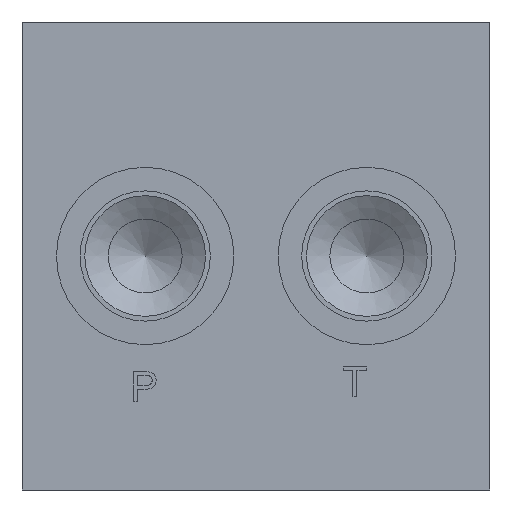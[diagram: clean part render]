
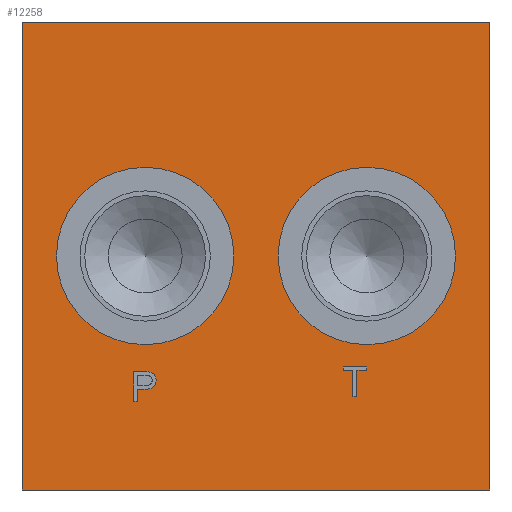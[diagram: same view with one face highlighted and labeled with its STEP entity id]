
A CAD part, left-side view. The second image highlights one B-rep face of the part: STEP entity #12258.
In plain terms, the highlighted planar face has unit normal (-1, 0, 0).
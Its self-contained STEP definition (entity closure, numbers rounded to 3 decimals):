
#55=LINE('',#16813,#1126);
#214=LINE('',#17355,#1285);
#907=LINE('',#20311,#1978);
#911=LINE('',#20319,#1982);
#914=LINE('',#20325,#1985);
#917=LINE('',#20331,#1988);
#920=LINE('',#20337,#1991);
#923=LINE('',#20343,#1994);
#926=LINE('',#20349,#1997);
#929=LINE('',#20354,#2000);
#943=LINE('',#20431,#2014);
#947=LINE('',#20439,#2018);
#950=LINE('',#20445,#2021);
#956=LINE('',#20508,#2027);
#959=LINE('',#20513,#2030);
#961=LINE('',#20517,#2032);
#962=LINE('',#20518,#2033);
#1126=VECTOR('',#13670,95.);
#1285=VECTOR('',#13989,95.);
#1978=VECTOR('',#15252,0.796);
#1982=VECTOR('',#15258,5.291);
#1985=VECTOR('',#15263,1.985);
#1988=VECTOR('',#15268,0.709);
#1991=VECTOR('',#15273,4.756);
#1994=VECTOR('',#15278,0.709);
#1997=VECTOR('',#15283,1.976);
#2000=VECTOR('',#15288,5.291);
#2014=VECTOR('',#15312,0.796);
#2018=VECTOR('',#15318,2.438);
#2021=VECTOR('',#15323,1.541);
#2027=VECTOR('',#15331,2.264);
#2030=VECTOR('',#15336,6.);
#2032=VECTOR('',#15342,95.);
#2033=VECTOR('',#15343,95.);
#2379=B_SPLINE_CURVE_WITH_KNOTS('',2,(#20458,#20459,#20460,#20461),
 .UNSPECIFIED.,.F.,.F.,(3,1,3),(0.,1.,2.),.UNSPECIFIED.);
#2381=B_SPLINE_CURVE_WITH_KNOTS('',2,(#20479,#20480,#20481,#20482,#20483),
 .UNSPECIFIED.,.F.,.F.,(3,1,1,3),(0.,1.,2.,3.),.UNSPECIFIED.);
#2383=B_SPLINE_CURVE_WITH_KNOTS('',2,(#20498,#20499,#20500),
 .UNSPECIFIED.,.F.,.F.,(3,3),(0.,1.),.UNSPECIFIED.);
#2871=PLANE('',#13007);
#3100=FACE_BOUND('',#4852,.T.);
#3101=FACE_BOUND('',#4853,.T.);
#3102=FACE_BOUND('',#4854,.T.);
#3103=FACE_BOUND('',#4855,.T.);
#3952=FACE_OUTER_BOUND('',#4851,.T.);
#4851=EDGE_LOOP('',(#10832,#10833,#10834,#10835));
#4852=EDGE_LOOP('',(#10836,#10837,#10838,#10839,#10840,#10841,#10842,#10843));
#4853=EDGE_LOOP('',(#10844));
#4854=EDGE_LOOP('',(#10845));
#4855=EDGE_LOOP('',(#10846,#10847,#10848,#10849,#10850,#10851,#10852,#10853));
#5449=CIRCLE('',#13008,18.);
#5450=CIRCLE('',#13009,18.);
#5715=VERTEX_POINT('',#16806);
#5718=VERTEX_POINT('',#16811);
#5885=VERTEX_POINT('',#17352);
#5886=VERTEX_POINT('',#17354);
#6483=VERTEX_POINT('',#20309);
#6484=VERTEX_POINT('',#20310);
#6487=VERTEX_POINT('',#20318);
#6489=VERTEX_POINT('',#20324);
#6491=VERTEX_POINT('',#20330);
#6493=VERTEX_POINT('',#20336);
#6495=VERTEX_POINT('',#20342);
#6497=VERTEX_POINT('',#20348);
#6511=VERTEX_POINT('',#20429);
#6512=VERTEX_POINT('',#20430);
#6515=VERTEX_POINT('',#20438);
#6517=VERTEX_POINT('',#20444);
#6519=VERTEX_POINT('',#20457);
#6521=VERTEX_POINT('',#20478);
#6523=VERTEX_POINT('',#20497);
#6525=VERTEX_POINT('',#20507);
#6527=VERTEX_POINT('',#20519);
#6528=VERTEX_POINT('',#20521);
#6913=EDGE_CURVE('',#5715,#5718,#55,.T.);
#7121=EDGE_CURVE('',#5885,#5886,#214,.T.);
#8012=EDGE_CURVE('',#6483,#6484,#907,.T.);
#8016=EDGE_CURVE('',#6487,#6483,#911,.T.);
#8019=EDGE_CURVE('',#6489,#6487,#914,.T.);
#8022=EDGE_CURVE('',#6491,#6489,#917,.T.);
#8025=EDGE_CURVE('',#6493,#6491,#920,.T.);
#8028=EDGE_CURVE('',#6495,#6493,#923,.T.);
#8031=EDGE_CURVE('',#6497,#6495,#926,.T.);
#8034=EDGE_CURVE('',#6484,#6497,#929,.T.);
#8054=EDGE_CURVE('',#6511,#6512,#943,.T.);
#8058=EDGE_CURVE('',#6515,#6511,#947,.T.);
#8061=EDGE_CURVE('',#6517,#6515,#950,.T.);
#8064=EDGE_CURVE('',#6519,#6517,#2379,.T.);
#8067=EDGE_CURVE('',#6521,#6519,#2381,.T.);
#8070=EDGE_CURVE('',#6523,#6521,#2383,.T.);
#8073=EDGE_CURVE('',#6525,#6523,#956,.T.);
#8076=EDGE_CURVE('',#6512,#6525,#959,.T.);
#8078=EDGE_CURVE('',#5885,#5715,#961,.T.);
#8079=EDGE_CURVE('',#5886,#5718,#962,.T.);
#8080=EDGE_CURVE('',#6527,#6527,#5449,.T.);
#8081=EDGE_CURVE('',#6528,#6528,#5450,.T.);
#10832=ORIENTED_EDGE('',*,*,#8078,.T.);
#10833=ORIENTED_EDGE('',*,*,#6913,.T.);
#10834=ORIENTED_EDGE('',*,*,#8079,.F.);
#10835=ORIENTED_EDGE('',*,*,#7121,.F.);
#10836=ORIENTED_EDGE('',*,*,#8012,.T.);
#10837=ORIENTED_EDGE('',*,*,#8034,.T.);
#10838=ORIENTED_EDGE('',*,*,#8031,.T.);
#10839=ORIENTED_EDGE('',*,*,#8028,.T.);
#10840=ORIENTED_EDGE('',*,*,#8025,.T.);
#10841=ORIENTED_EDGE('',*,*,#8022,.T.);
#10842=ORIENTED_EDGE('',*,*,#8019,.T.);
#10843=ORIENTED_EDGE('',*,*,#8016,.T.);
#10844=ORIENTED_EDGE('',*,*,#8080,.T.);
#10845=ORIENTED_EDGE('',*,*,#8081,.T.);
#10846=ORIENTED_EDGE('',*,*,#8054,.T.);
#10847=ORIENTED_EDGE('',*,*,#8076,.T.);
#10848=ORIENTED_EDGE('',*,*,#8073,.T.);
#10849=ORIENTED_EDGE('',*,*,#8070,.T.);
#10850=ORIENTED_EDGE('',*,*,#8067,.T.);
#10851=ORIENTED_EDGE('',*,*,#8064,.T.);
#10852=ORIENTED_EDGE('',*,*,#8061,.T.);
#10853=ORIENTED_EDGE('',*,*,#8058,.T.);
#12258=ADVANCED_FACE('',(#3952,#3100,#3101,#3102,#3103),#2871,.T.);
#13007=AXIS2_PLACEMENT_3D('',#20516,#15340,#15341);
#13008=AXIS2_PLACEMENT_3D('',#20520,#15344,#15345);
#13009=AXIS2_PLACEMENT_3D('',#20522,#15346,#15347);
#13670=DIRECTION('',(0.,0.,-1.));
#13989=DIRECTION('',(0.,0.,-1.));
#15252=DIRECTION('',(0.,1.,0.));
#15258=DIRECTION('',(0.,0.,-1.));
#15263=DIRECTION('',(0.,1.,0.));
#15268=DIRECTION('',(0.,0.,-1.));
#15273=DIRECTION('',(0.,-1.,0.));
#15278=DIRECTION('',(0.,0.,1.));
#15283=DIRECTION('',(0.,1.,0.));
#15288=DIRECTION('',(0.,0.,1.));
#15312=DIRECTION('',(0.,1.,0.));
#15318=DIRECTION('',(0.,0.,-1.));
#15323=DIRECTION('',(0.,1.,0.));
#15331=DIRECTION('',(0.,-1.,0.));
#15336=DIRECTION('',(0.,0.,1.));
#15340=DIRECTION('center_axis',(-1.,0.,0.));
#15341=DIRECTION('ref_axis',(0.,1.,0.));
#15342=DIRECTION('',(0.,1.,0.));
#15343=DIRECTION('',(0.,1.,0.));
#15344=DIRECTION('center_axis',(1.,0.,0.));
#15345=DIRECTION('ref_axis',(0.,1.,0.));
#15346=DIRECTION('center_axis',(1.,0.,0.));
#15347=DIRECTION('ref_axis',(0.,1.,0.));
#16806=CARTESIAN_POINT('',(0.,0.,0.));
#16811=CARTESIAN_POINT('',(0.,0.,-95.));
#16813=CARTESIAN_POINT('',(0.,0.,0.));
#17352=CARTESIAN_POINT('',(0.,-95.,0.));
#17354=CARTESIAN_POINT('',(0.,-95.,-95.));
#17355=CARTESIAN_POINT('',(0.,-95.,0.));
#20309=CARTESIAN_POINT('',(0.,-67.968,-76.));
#20310=CARTESIAN_POINT('',(0.,-67.172,-76.));
#20311=CARTESIAN_POINT('',(0.,-81.484,-76.));
#20318=CARTESIAN_POINT('',(0.,-67.968,-70.709));
#20319=CARTESIAN_POINT('',(0.,-67.968,-35.354));
#20324=CARTESIAN_POINT('',(0.,-69.953,-70.709));
#20325=CARTESIAN_POINT('',(0.,-82.476,-70.709));
#20330=CARTESIAN_POINT('',(0.,-69.953,-70.));
#20331=CARTESIAN_POINT('',(0.,-69.953,-35.));
#20336=CARTESIAN_POINT('',(0.,-65.197,-70.));
#20337=CARTESIAN_POINT('',(0.,-80.098,-70.));
#20342=CARTESIAN_POINT('',(0.,-65.197,-70.709));
#20343=CARTESIAN_POINT('',(0.,-65.197,-35.354));
#20348=CARTESIAN_POINT('',(0.,-67.172,-70.709));
#20349=CARTESIAN_POINT('',(0.,-81.086,-70.709));
#20354=CARTESIAN_POINT('',(0.,-67.172,-38.));
#20429=CARTESIAN_POINT('',(0.,-23.441,-77.));
#20430=CARTESIAN_POINT('',(0.,-22.645,-77.));
#20431=CARTESIAN_POINT('',(0.,-59.22,-77.));
#20438=CARTESIAN_POINT('',(0.,-23.441,-74.562));
#20439=CARTESIAN_POINT('',(0.,-23.441,-37.281));
#20444=CARTESIAN_POINT('',(0.,-24.982,-74.562));
#20445=CARTESIAN_POINT('',(0.,-59.991,-74.562));
#20457=CARTESIAN_POINT('',(0.,-27.227,-72.738));
#20458=CARTESIAN_POINT('Ctrl Pts',(0.,-27.227,-72.738));
#20459=CARTESIAN_POINT('Ctrl Pts',(0.,-27.227,-73.502));
#20460=CARTESIAN_POINT('Ctrl Pts',(0.,-26.253,-74.562));
#20461=CARTESIAN_POINT('Ctrl Pts',(0.,-24.982,-74.562));
#20478=CARTESIAN_POINT('',(0.,-25.823,-71.059));
#20479=CARTESIAN_POINT('Ctrl Pts',(0.,-25.823,-71.059));
#20480=CARTESIAN_POINT('Ctrl Pts',(0.,-26.267,-71.133));
#20481=CARTESIAN_POINT('Ctrl Pts',(0.,-26.861,-71.544));
#20482=CARTESIAN_POINT('Ctrl Pts',(0.,-27.227,-72.29));
#20483=CARTESIAN_POINT('Ctrl Pts',(0.,-27.227,-72.738));
#20497=CARTESIAN_POINT('',(0.,-24.909,-71.));
#20498=CARTESIAN_POINT('Ctrl Pts',(0.,-24.909,-71.));
#20499=CARTESIAN_POINT('Ctrl Pts',(0.,-25.508,-71.));
#20500=CARTESIAN_POINT('Ctrl Pts',(0.,-25.823,-71.059));
#20507=CARTESIAN_POINT('',(0.,-22.645,-71.));
#20508=CARTESIAN_POINT('',(0.,-58.822,-71.));
#20513=CARTESIAN_POINT('',(0.,-22.645,-38.5));
#20516=CARTESIAN_POINT('Origin',(0.,-95.,0.));
#20517=CARTESIAN_POINT('',(0.,-95.,0.));
#20518=CARTESIAN_POINT('',(0.,-95.,-95.));
#20519=CARTESIAN_POINT('',(0.,-88.,-47.5));
#20520=CARTESIAN_POINT('Origin',(0.,-70.,-47.5));
#20521=CARTESIAN_POINT('',(0.,-43.,-47.5));
#20522=CARTESIAN_POINT('Origin',(0.,-25.,-47.5));
